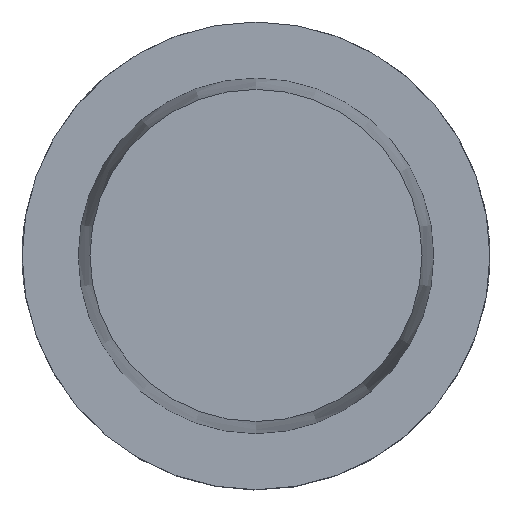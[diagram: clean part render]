
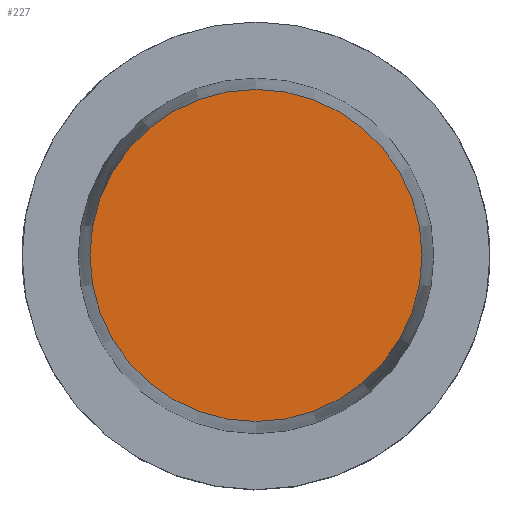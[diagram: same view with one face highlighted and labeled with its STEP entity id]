
A CAD part, top view. The second image highlights one B-rep face of the part: STEP entity #227.
In plain terms, the highlighted planar face has unit normal (0, 0, 1).
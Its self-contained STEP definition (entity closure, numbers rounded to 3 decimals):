
#224=EDGE_CURVE('240[2]',#624,#624,#625,.T.);
#227=ADVANCED_FACE('240[2]',(#628),#629,.T.);
#624=VERTEX_POINT('',#1143);
#625=CIRCLE('',#1144,35.5);
#628=FACE_OUTER_BOUND('',#1148,.T.);
#629=PLANE('',#1149);
#1143=CARTESIAN_POINT('',(0.,35.5,50.0));
#1144=AXIS2_PLACEMENT_3D('',#2135,#2136,#2137);
#1148=EDGE_LOOP('',(#2139));
#1149=AXIS2_PLACEMENT_3D('',#2140,#2141,#2142);
#2135=CARTESIAN_POINT('',(0.,0.,50.0));
#2136=DIRECTION('',(0.,0.,-1.0));
#2137=DIRECTION('',(0.,1.0,0.));
#2139=ORIENTED_EDGE('',*,*,#224,.F.);
#2140=CARTESIAN_POINT('',(0.,17.75,50.0));
#2141=DIRECTION('',(0.,0.,1.0));
#2142=DIRECTION('',(0.,-1.0,0.));
